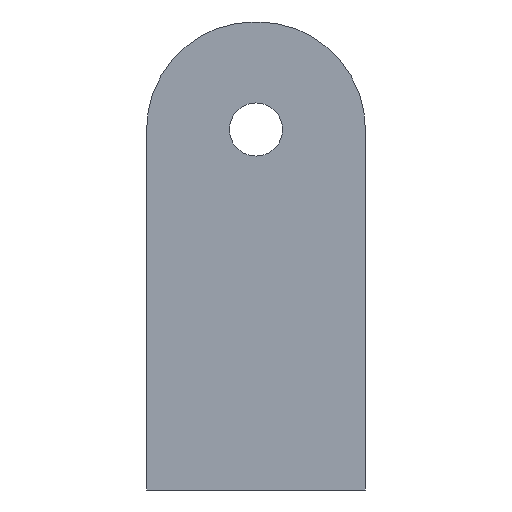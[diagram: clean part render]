
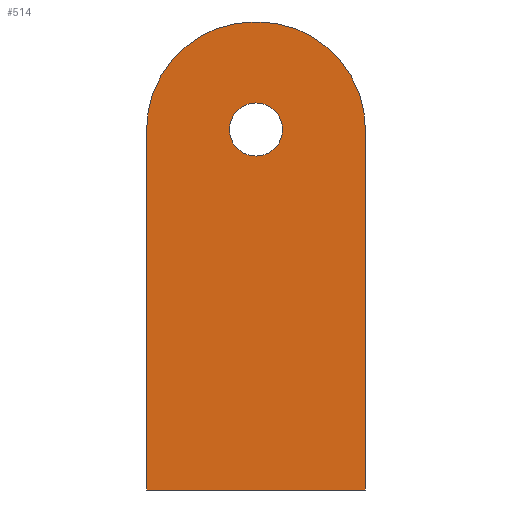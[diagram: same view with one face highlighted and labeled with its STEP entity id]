
A CAD part, front view. The second image highlights one B-rep face of the part: STEP entity #514.
In plain terms, the highlighted planar face has unit normal (0, -1, 0).
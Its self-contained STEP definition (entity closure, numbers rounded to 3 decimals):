
#19=FACE_BOUND('',#91,.T.);
#34=PLANE('',#576);
#60=FACE_OUTER_BOUND('',#90,.T.);
#90=EDGE_LOOP('',(#440,#441,#442,#443,#444,#445));
#91=EDGE_LOOP('',(#446));
#114=CIRCLE('',#561,2.1);
#118=CIRCLE('',#570,8.5);
#119=CIRCLE('',#573,8.5);
#157=LINE('',#881,#205);
#161=LINE('',#893,#209);
#162=LINE('',#895,#210);
#163=LINE('',#896,#211);
#205=VECTOR('',#697,10.);
#209=VECTOR('',#711,10.);
#210=VECTOR('',#712,10.);
#211=VECTOR('',#713,10.);
#252=VERTEX_POINT('',#852);
#258=VERTEX_POINT('',#874);
#259=VERTEX_POINT('',#875);
#260=VERTEX_POINT('',#880);
#261=VERTEX_POINT('',#884);
#263=VERTEX_POINT('',#892);
#264=VERTEX_POINT('',#894);
#311=EDGE_CURVE('',#252,#252,#114,.T.);
#322=EDGE_CURVE('',#258,#259,#118,.T.);
#325=EDGE_CURVE('',#259,#260,#157,.T.);
#327=EDGE_CURVE('',#260,#261,#119,.T.);
#331=EDGE_CURVE('',#263,#258,#161,.T.);
#332=EDGE_CURVE('',#264,#263,#162,.T.);
#333=EDGE_CURVE('',#264,#261,#163,.T.);
#440=ORIENTED_EDGE('',*,*,#322,.F.);
#441=ORIENTED_EDGE('',*,*,#331,.F.);
#442=ORIENTED_EDGE('',*,*,#332,.F.);
#443=ORIENTED_EDGE('',*,*,#333,.T.);
#444=ORIENTED_EDGE('',*,*,#327,.F.);
#445=ORIENTED_EDGE('',*,*,#325,.F.);
#446=ORIENTED_EDGE('',*,*,#311,.T.);
#514=ADVANCED_FACE('',(#60,#19),#34,.T.);
#561=AXIS2_PLACEMENT_3D('',#853,#666,#667);
#570=AXIS2_PLACEMENT_3D('',#876,#691,#692);
#573=AXIS2_PLACEMENT_3D('',#885,#701,#702);
#576=AXIS2_PLACEMENT_3D('',#891,#709,#710);
#666=DIRECTION('center_axis',(0.,1.,0.));
#667=DIRECTION('ref_axis',(1.,0.,0.));
#691=DIRECTION('center_axis',(0.,1.,0.));
#692=DIRECTION('ref_axis',(-0.707,0.,0.707));
#697=DIRECTION('',(1.,0.,0.));
#701=DIRECTION('center_axis',(0.,1.,0.));
#702=DIRECTION('ref_axis',(0.707,0.,0.707));
#709=DIRECTION('center_axis',(0.,-1.,0.));
#710=DIRECTION('ref_axis',(-1.,0.,0.));
#711=DIRECTION('',(0.,0.,1.));
#712=DIRECTION('',(-1.,0.,0.));
#713=DIRECTION('',(0.,0.,1.));
#852=CARTESIAN_POINT('',(-2.1,-8.65,16.5));
#853=CARTESIAN_POINT('Origin',(0.,-8.65,16.5));
#874=CARTESIAN_POINT('',(-8.65,-8.65,16.5));
#875=CARTESIAN_POINT('',(-0.15,-8.65,25.));
#876=CARTESIAN_POINT('Origin',(-0.15,-8.65,16.5));
#880=CARTESIAN_POINT('',(0.15,-8.65,25.));
#881=CARTESIAN_POINT('',(-8.65,-8.65,25.));
#884=CARTESIAN_POINT('',(8.65,-8.65,16.5));
#885=CARTESIAN_POINT('Origin',(0.15,-8.65,16.5));
#891=CARTESIAN_POINT('Origin',(8.65,-8.65,0.));
#892=CARTESIAN_POINT('',(-8.65,-8.65,-12.));
#893=CARTESIAN_POINT('',(-8.65,-8.65,0.));
#894=CARTESIAN_POINT('',(8.65,-8.65,-12.));
#895=CARTESIAN_POINT('',(-8.65,-8.65,-12.));
#896=CARTESIAN_POINT('',(8.65,-8.65,0.));
